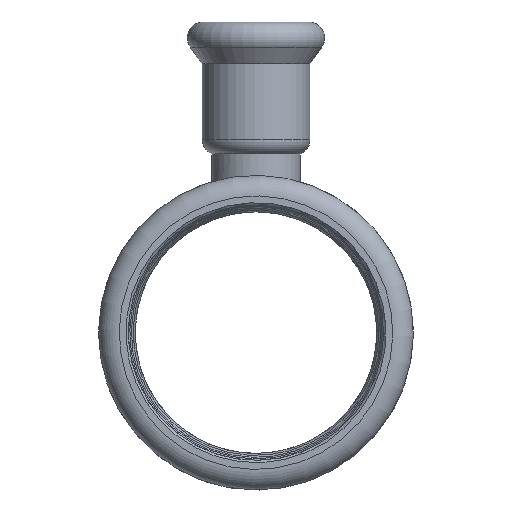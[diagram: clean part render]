
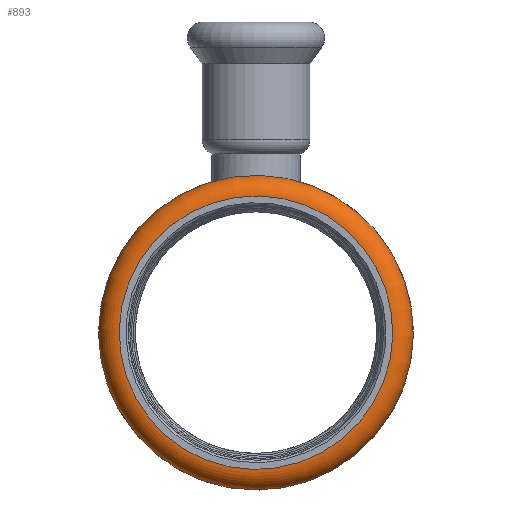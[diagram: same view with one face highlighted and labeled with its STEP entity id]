
A CAD part, left-side view. The second image highlights one B-rep face of the part: STEP entity #893.
In plain terms, the highlighted toroidal (fillet/blend) face has major radius 23.2 mm and minor radius 3.5 mm.
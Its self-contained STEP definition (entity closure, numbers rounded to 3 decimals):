
#56=TOROIDAL_SURFACE('',#1037,23.2,3.5);
#182=FACE_OUTER_BOUND('',#245,.T.);
#245=EDGE_LOOP('',(#713,#714,#715,#716));
#323=CIRCLE('',#1030,26.102);
#329=CIRCLE('',#1038,23.2);
#330=CIRCLE('',#1039,3.5);
#396=VERTEX_POINT('',#2273);
#401=VERTEX_POINT('',#2287);
#502=EDGE_CURVE('',#396,#396,#323,.T.);
#509=EDGE_CURVE('',#401,#401,#329,.T.);
#510=EDGE_CURVE('',#401,#396,#330,.T.);
#713=ORIENTED_EDGE('',*,*,#509,.F.);
#714=ORIENTED_EDGE('',*,*,#510,.T.);
#715=ORIENTED_EDGE('',*,*,#502,.T.);
#716=ORIENTED_EDGE('',*,*,#510,.F.);
#893=ADVANCED_FACE('',(#182),#56,.T.);
#1030=AXIS2_PLACEMENT_3D('',#2274,#1284,#1285);
#1037=AXIS2_PLACEMENT_3D('',#2286,#1299,#1300);
#1038=AXIS2_PLACEMENT_3D('',#2288,#1301,#1302);
#1039=AXIS2_PLACEMENT_3D('',#2289,#1303,#1304);
#1284=DIRECTION('center_axis',(-1.,0.,0.));
#1285=DIRECTION('ref_axis',(0.,0.,-1.));
#1299=DIRECTION('center_axis',(-1.,0.,0.));
#1300=DIRECTION('ref_axis',(0.,0.878,-0.479));
#1301=DIRECTION('center_axis',(-1.,0.,0.));
#1302=DIRECTION('ref_axis',(0.,0.,-1.));
#1303=DIRECTION('center_axis',(0.,0.479,0.878));
#1304=DIRECTION('ref_axis',(0.,-0.878,0.479));
#2273=CARTESIAN_POINT('',(-51.543,-22.906,12.514));
#2274=CARTESIAN_POINT('Origin',(-51.543,0.,0.));
#2286=CARTESIAN_POINT('Origin',(-53.5,0.,0.));
#2287=CARTESIAN_POINT('',(-57.,-20.36,11.123));
#2288=CARTESIAN_POINT('Origin',(-57.,0.,0.));
#2289=CARTESIAN_POINT('Origin',(-53.5,-20.36,11.123));
